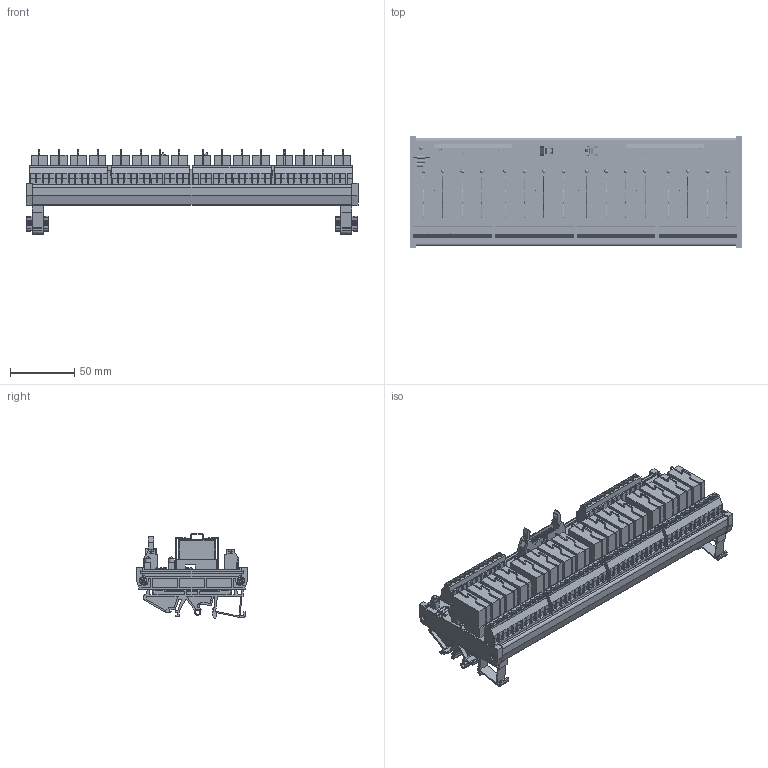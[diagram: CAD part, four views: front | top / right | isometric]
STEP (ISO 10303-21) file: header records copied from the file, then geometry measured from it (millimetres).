
FILE_DESCRIPTION(('CATIA V5R20 STEP214','CAx-IF Rec.Pracs.--- Model Styling and Organization---1.5--- 2016-08-15','CAx-IF Rec.Pracs.---Supplemental Geometry---1.0---2011-11-01','CAx-IF Rec.Pracs.--- Composite Materials ---1.1---2010-07-15'),'2;1');
FILE_NAME ('013493-3_0', '2025-03-13T11:52:54+00:00', ('Weidmueller Interface'), ('Weidmueller'), 'CATIA Version 5-6 Release 2022 SP4 HF5', 'CATIA V5 STEP AP214 v3', 'none');
FILE_SCHEMA(('AUTOMOTIVE_DESIGN { 1 0 10303 214 1 1 1 1 }'));
Products named in the file (1): 3D_1448280000
Bounding box: 258 x 86.4 x 66.2 mm (x, y, z)
Volume: 256882.8 mm3; surface area: 237974.5 mm2
Topology: 1 solids, 175 shells, 5681 faces, 15066 edges, 9881 vertices
Faces by surface type: plane 3593, cylinder 1690, bspline 242, torus 148, sphere 8
Entity records: 173970 total; most frequent: CARTESIAN_POINT 44962, ORIENTED_EDGE 30062, DIRECTION 17667, EDGE_CURVE 15031, VECTOR 10360, LINE 10360, VERTEX_POINT 9881, EDGE_LOOP 6218
